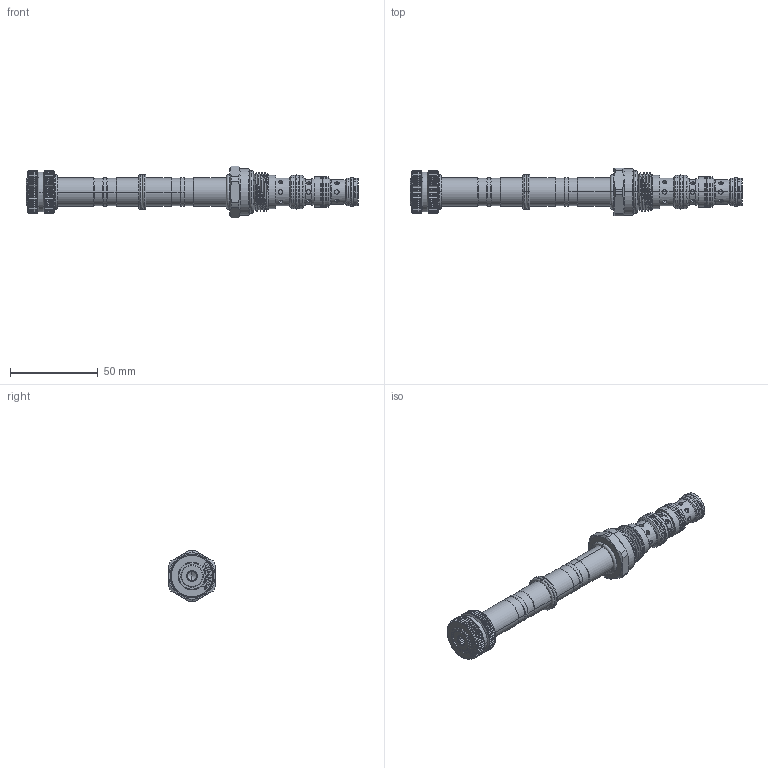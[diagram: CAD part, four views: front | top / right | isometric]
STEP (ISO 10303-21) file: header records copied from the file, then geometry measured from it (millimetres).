
FILE_DESCRIPTION (( 'STEP AP203' ), '1' );
FILE_NAME ('ES10W4C22N04.STEP', '2016-09-06T08:29:07', ( '' ), ( '' ), 'SwSTEP 2.0', 'SolidWorks 2012', '' );
FILE_SCHEMA (( 'CONFIG_CONTROL_DESIGN' ));
Length unit declared in the file: millimetre
Products named in the file (1): ES10W4C22N04
Bounding box: 189.5 x 27 x 29.6 mm (x, y, z)
Volume: 48574.6 mm3; surface area: 17625.5 mm2
Topology: 8 solids, 8 shells, 1156 faces, 2968 edges, 1868 vertices
Faces by surface type: cylinder 501, plane 447, cone 162, torus 38, bspline 8
Entity records: 40132 total; most frequent: CARTESIAN_POINT 12916, ORIENTED_EDGE 5932, DIRECTION 5385, EDGE_CURVE 2966, AXIS2_PLACEMENT_3D 2098, VERTEX_POINT 1868, EDGE_LOOP 1212, LINE 1189
